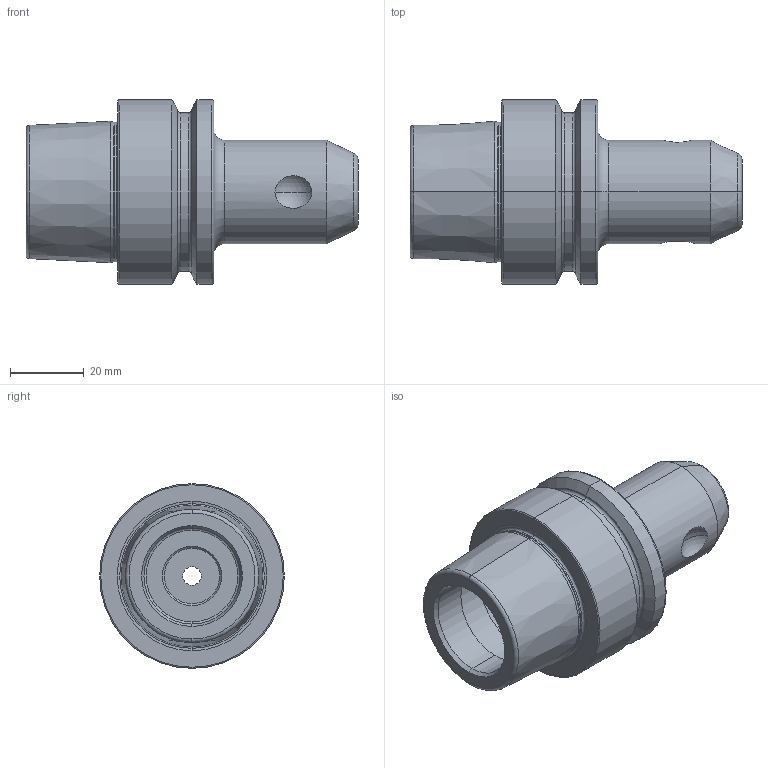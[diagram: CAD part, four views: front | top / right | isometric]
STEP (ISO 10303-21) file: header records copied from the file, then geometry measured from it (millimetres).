
FILE_DESCRIPTION (( 'STEP AP214' ), '1' );
FILE_NAME ('HE5.W08.K01.065.STEP', '2020-02-06T08:34:01', ( '' ), ( '' ), 'SwSTEP 2.0', 'SolidWorks 2017', '' );
FILE_SCHEMA (( 'AUTOMOTIVE_DESIGN' ));
Length unit declared in the file: millimetre
Products named in the file (3): HE5-W08.K01.065_B_Fertigbearbeitung; HE5.W08.K01.065; W08-ER1.001.010
Assembly tree (2 placements, depth 2):
  HE5.W08.K01.065
    HE5-W08.K01.065_B_Fertigbearbeitung
    W08-ER1.001.010
Bounding box: 89.9 x 50 x 50 mm (x, y, z)
Volume: 72442.6 mm3; surface area: 19601.2 mm2
Topology: 2 solids, 2 shells, 109 faces, 224 edges, 128 vertices
Faces by surface type: torus 30, cylinder 30, cone 26, plane 19, bspline 2, sphere 2
Entity records: 3809 total; most frequent: CARTESIAN_POINT 810, DIRECTION 574, ORIENTED_EDGE 444, AXIS2_PLACEMENT_3D 250, EDGE_CURVE 222, CIRCLE 138, VERTEX_POINT 128, EDGE_LOOP 124
